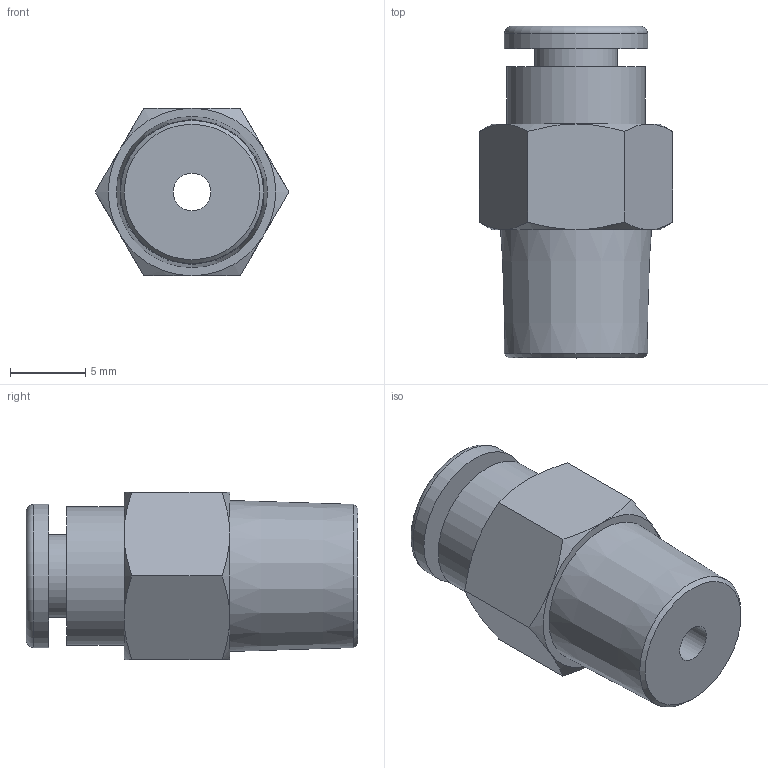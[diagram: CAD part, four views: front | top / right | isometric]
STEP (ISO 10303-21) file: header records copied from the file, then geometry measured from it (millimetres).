
FILE_DESCRIPTION(/* description */ (''),/* implementation_level */ '2;1');
FILE_NAME(/* name */ 'Fitting for Reservoir.ipt.step',/* time_stamp */ '2020-04-16T23:11:23-04:00',/* author */ ('Jordan'),/* organization */ (''),/* preprocessor_version */ 'ST-DEVELOPER v17',/* originating_system */ 'Autodesk Inventor 2019',/* authorisation */ '');
FILE_SCHEMA (('AUTOMOTIVE_DESIGN { 1 0 10303 214 3 1 1 }'));
Length unit declared in the file: millimetre
Products named in the file (1): Fitting for Reservoir
Bounding box: 12.83 x 22 x 11.11 mm (x, y, z)
Volume: 1535.9 mm3; surface area: 1218.8 mm2
Topology: 1 solids, 1 shells, 34 faces, 81 edges, 54 vertices
Faces by surface type: cone 14, plane 13, cylinder 5, torus 2
Full cylindrical faces by diameter (mm): 2.5 x1, 3.97 x1, 5.47 x1, 9.2 x1, 9.5 x1
Entity records: 1051 total; most frequent: CARTESIAN_POINT 218, DIRECTION 171, ORIENTED_EDGE 162, EDGE_CURVE 81, AXIS2_PLACEMENT_3D 79, VERTEX_POINT 54, CIRCLE 44, EDGE_LOOP 41
